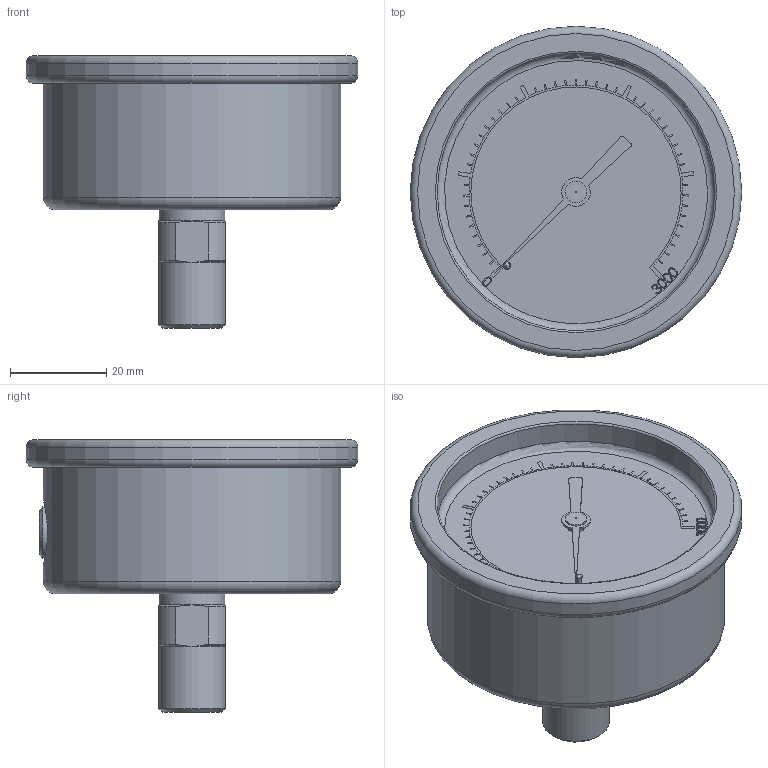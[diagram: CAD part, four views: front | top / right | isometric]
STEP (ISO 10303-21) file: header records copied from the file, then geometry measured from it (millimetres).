
FILE_DESCRIPTION (( 'STEP AP214' ), '1' );
FILE_NAME ('G25-SL3000-4CB.STEP', '2022-11-29T19:42:18', ( '' ), ( '' ), 'SwSTEP 2.0', 'SolidWorks 2021', '' );
FILE_SCHEMA (( 'AUTOMOTIVE_DESIGN' ));
Length unit declared in the file: inch
Products named in the file (1): G25-SL3000-4CB
Bounding box: 68.91 x 68.91 x 56.64 mm (x, y, z)
Volume: 84685.7 mm3; surface area: 16017.6 mm2
Topology: 1 solids, 1 shells, 370 faces, 1002 edges, 651 vertices
Faces by surface type: plane 207, cylinder 83, bspline 55, cone 14, torus 11
Full cylindrical faces by diameter (mm): 0.411 x1, 1.035 x1, 1.794 x1, 2.497 x1, 3.567 x1, 4.463 x1, 10.668 x1, 13.716 x1, 13.843 x1, 57.709 x1, 61.798 x1, 68.91 x1
Entity records: 18369 total; most frequent: CARTESIAN_POINT 7507, ORIENTED_EDGE 1932, DIRECTION 1658, EDGE_CURVE 966, VECTOR 650, LINE 650, VERTEX_POINT 645, AXIS2_PLACEMENT_3D 504
